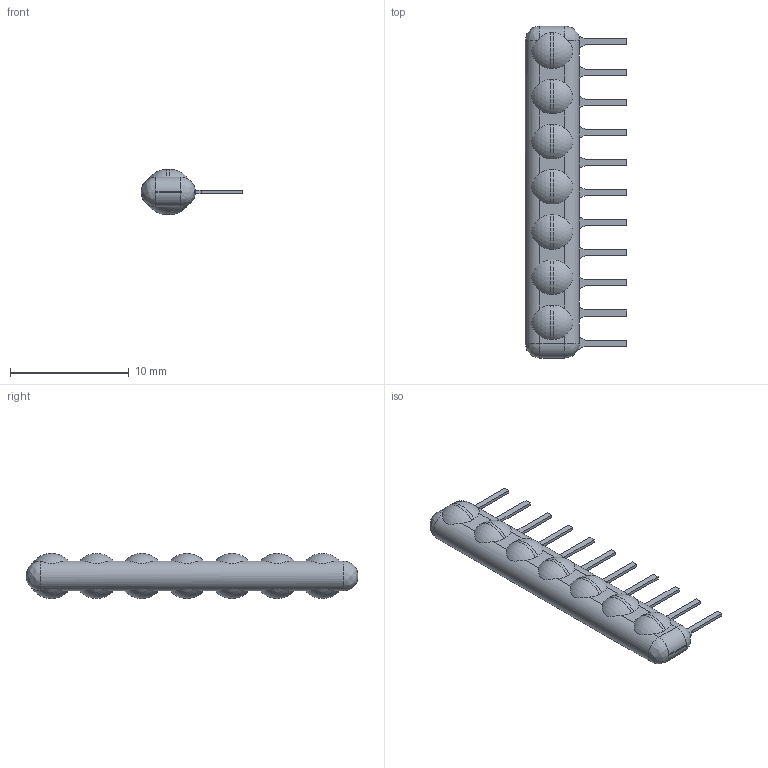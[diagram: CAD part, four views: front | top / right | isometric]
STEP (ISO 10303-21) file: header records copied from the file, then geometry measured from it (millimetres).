
FILE_DESCRIPTION((''),'2;1');
FILE_NAME('4614M-901','2012-08-22T',('ryans'),('Bourns, Inc.'),'PRO/ENGINEER BY PARAMETRIC TECHNOLOGY CORPORATION, 2010100','PRO/ENGINEER BY PARAMETRIC TECHNOLOGY CORPORATION, 2010100','');
FILE_SCHEMA(('CONFIG_CONTROL_DESIGN'));
Length unit declared in the file: millimetre
Products named in the file (1): 4614M-901
Bounding box: 8.58 x 28 x 3.81 mm (x, y, z)
Volume: 320.1 mm3; surface area: 434.7 mm2
Topology: 1 solids, 1 shells, 187 faces, 504 edges, 328 vertices
Faces by surface type: plane 135, sphere 28, cylinder 20, bspline 4
Entity records: 6639 total; most frequent: CARTESIAN_POINT 1870, ORIENTED_EDGE 1008, DIRECTION 970, EDGE_CURVE 504, VERTEX_POINT 328, VECTOR 324, LINE 324, AXIS2_PLACEMENT_3D 323
